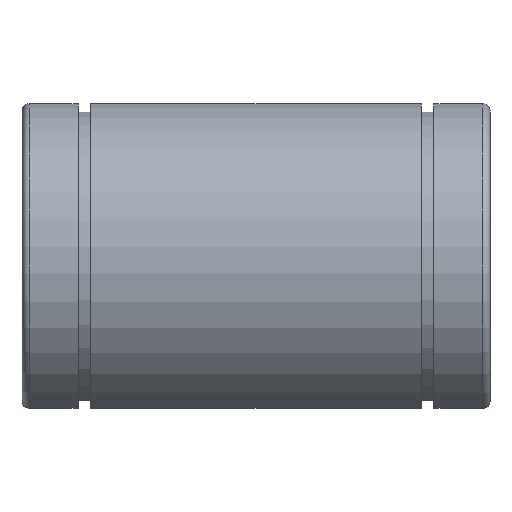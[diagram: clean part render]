
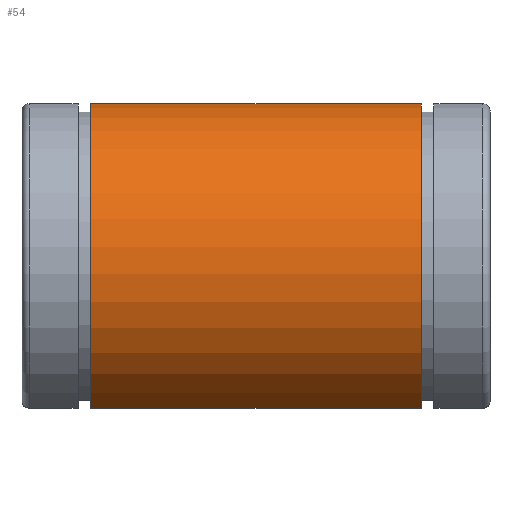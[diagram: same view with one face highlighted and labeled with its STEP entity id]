
A CAD part, top view. The second image highlights one B-rep face of the part: STEP entity #54.
In plain terms, the highlighted cylindrical face has radius 23.5 mm (diameter 47 mm), a partial arc.
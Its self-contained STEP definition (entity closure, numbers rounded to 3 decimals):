
#54 = ADVANCED_FACE( '', ( #116, #117 ), #118, .T. );
#116 = FACE_OUTER_BOUND( '', #185, .T. );
#117 = FACE_BOUND( '', #186, .T. );
#118 = CYLINDRICAL_SURFACE( '', #187, 23.5 );
#185 = EDGE_LOOP( '', ( #285, #286, #287, #288 ) );
#186 = EDGE_LOOP( '', ( #289 ) );
#187 = AXIS2_PLACEMENT_3D( '', #290, #291, #292 );
#285 = ORIENTED_EDGE( '', *, *, #445, .T. );
#286 = ORIENTED_EDGE( '', *, *, #421, .T. );
#287 = ORIENTED_EDGE( '', *, *, #446, .F. );
#288 = ORIENTED_EDGE( '', *, *, #447, .T. );
#289 = ORIENTED_EDGE( '', *, *, #448, .T. );
#290 = CARTESIAN_POINT( '', ( 68., 0., 0. ) );
#291 = DIRECTION( '', ( -1., 0., 0. ) );
#292 = DIRECTION( '', ( 0., 0., -1. ) );
#421 = EDGE_CURVE( '', #500, #498, #501, .T. );
#445 = EDGE_CURVE( '', #538, #500, #539, .T. );
#446 = EDGE_CURVE( '', #540, #498, #541, .T. );
#447 = EDGE_CURVE( '', #540, #538, #542, .F. );
#448 = EDGE_CURVE( '', #543, #543, #544, .T. );
#498 = VERTEX_POINT( '', #625 );
#500 = VERTEX_POINT( '', #628 );
#501 = LINE( '', #629, #630 );
#538 = VERTEX_POINT( '', #702 );
#539 = CIRCLE( '', #703, 23.5 );
#540 = VERTEX_POINT( '', #704 );
#541 = CIRCLE( '', #705, 23.5 );
#542 = LINE( '', #706, #707 );
#543 = VERTEX_POINT( '', #708 );
#544 = B_SPLINE_CURVE_WITH_KNOTS( '', 3, ( #709, #710, #711, #712, #713, #714, #715, #716, #717, #718, #719, #720, #721, #722, #723, #724, #725, #726, #727, #728, #729, #730, #731, #732, #733, #734, #735, #736, #737, #738, #739, #740, #741, #742, #743, #744, #745, #746, #747, #748, #749, #750, #751, #752, #753, #754, #755, #756, #757, #758, #759, #760 ), .UNSPECIFIED., .T., .F., ( 2, 2, 2, 2, 2, 2, 2, 2, 2, 2, 2, 2, 2, 2, 2, 2, 2, 2, 2, 2, 2, 2, 2, 2, 2, 2, 2, 2 ), ( -0.001, 0., 0., 0.001, 0.001, 0.001, 0.002, 0.002, 0.003, 0.003, 0.003, 0.004, 0.004, 0.004, 0.004, 0.005, 0.005, 0.006, 0.006, 0.006, 0.007, 0.007, 0.008, 0.008, 0.008, 0.009, 0.009, 0.01 ), .UNSPECIFIED. );
#625 = CARTESIAN_POINT( '', ( 58., -20.832, 10.875 ) );
#628 = CARTESIAN_POINT( '', ( 10., -20.832, 10.875 ) );
#629 = CARTESIAN_POINT( '', ( 68., -20.832, 10.875 ) );
#630 = VECTOR( '', #843, 1000. );
#702 = CARTESIAN_POINT( '', ( 10., -20.832, -10.875 ) );
#703 = AXIS2_PLACEMENT_3D( '', #873, #874, #875 );
#704 = CARTESIAN_POINT( '', ( 58., -20.832, -10.875 ) );
#705 = AXIS2_PLACEMENT_3D( '', #876, #877, #878 );
#706 = CARTESIAN_POINT( '', ( 68., -20.832, -10.875 ) );
#707 = VECTOR( '', #879, 1000. );
#708 = CARTESIAN_POINT( '', ( 32.5, 2., -23.415 ) );
#709 = CARTESIAN_POINT( '', ( 32.5, 2.198, -23.398 ) );
#710 = CARTESIAN_POINT( '', ( 32.5, 1.901, -23.423 ) );
#711 = CARTESIAN_POINT( '', ( 32.51, 1.804, -23.431 ) );
#712 = CARTESIAN_POINT( '', ( 32.548, 1.612, -23.445 ) );
#713 = CARTESIAN_POINT( '', ( 32.577, 1.517, -23.451 ) );
#714 = CARTESIAN_POINT( '', ( 32.652, 1.335, -23.462 ) );
#715 = CARTESIAN_POINT( '', ( 32.698, 1.249, -23.467 ) );
#716 = CARTESIAN_POINT( '', ( 32.807, 1.086, -23.475 ) );
#717 = CARTESIAN_POINT( '', ( 32.87, 1.008, -23.478 ) );
#718 = CARTESIAN_POINT( '', ( 33.078, 0.8, -23.487 ) );
#719 = CARTESIAN_POINT( '', ( 33.246, 0.689, -23.49 ) );
#720 = CARTESIAN_POINT( '', ( 33.608, 0.539, -23.494 ) );
#721 = CARTESIAN_POINT( '', ( 33.806, 0.5, -23.495 ) );
#722 = CARTESIAN_POINT( '', ( 34.1, 0.5, -23.495 ) );
#723 = CARTESIAN_POINT( '', ( 34.2, 0.51, -23.494 ) );
#724 = CARTESIAN_POINT( '', ( 34.392, 0.549, -23.494 ) );
#725 = CARTESIAN_POINT( '', ( 34.486, 0.577, -23.493 ) );
#726 = CARTESIAN_POINT( '', ( 34.668, 0.653, -23.491 ) );
#727 = CARTESIAN_POINT( '', ( 34.756, 0.7, -23.49 ) );
#728 = CARTESIAN_POINT( '', ( 34.918, 0.81, -23.486 ) );
#729 = CARTESIAN_POINT( '', ( 34.994, 0.872, -23.484 ) );
#730 = CARTESIAN_POINT( '', ( 35.134, 1.013, -23.478 ) );
#731 = CARTESIAN_POINT( '', ( 35.196, 1.089, -23.475 ) );
#732 = CARTESIAN_POINT( '', ( 35.304, 1.252, -23.467 ) );
#733 = CARTESIAN_POINT( '', ( 35.351, 1.34, -23.462 ) );
#734 = CARTESIAN_POINT( '', ( 35.425, 1.522, -23.451 ) );
#735 = CARTESIAN_POINT( '', ( 35.453, 1.616, -23.445 ) );
#736 = CARTESIAN_POINT( '', ( 35.491, 1.808, -23.431 ) );
#737 = CARTESIAN_POINT( '', ( 35.5, 1.907, -23.423 ) );
#738 = CARTESIAN_POINT( '', ( 35.499, 2.2, -23.398 ) );
#739 = CARTESIAN_POINT( '', ( 35.46, 2.397, -23.378 ) );
#740 = CARTESIAN_POINT( '', ( 35.31, 2.757, -23.338 ) );
#741 = CARTESIAN_POINT( '', ( 35.198, 2.923, -23.318 ) );
#742 = CARTESIAN_POINT( '', ( 34.991, 3.13, -23.291 ) );
#743 = CARTESIAN_POINT( '', ( 34.914, 3.193, -23.282 ) );
#744 = CARTESIAN_POINT( '', ( 34.751, 3.302, -23.267 ) );
#745 = CARTESIAN_POINT( '', ( 34.665, 3.348, -23.26 ) );
#746 = CARTESIAN_POINT( '', ( 34.483, 3.423, -23.249 ) );
#747 = CARTESIAN_POINT( '', ( 34.388, 3.452, -23.245 ) );
#748 = CARTESIAN_POINT( '', ( 34.196, 3.49, -23.239 ) );
#749 = CARTESIAN_POINT( '', ( 34.098, 3.5, -23.238 ) );
#750 = CARTESIAN_POINT( '', ( 33.801, 3.5, -23.238 ) );
#751 = CARTESIAN_POINT( '', ( 33.605, 3.461, -23.244 ) );
#752 = CARTESIAN_POINT( '', ( 33.333, 3.347, -23.26 ) );
#753 = CARTESIAN_POINT( '', ( 33.247, 3.301, -23.267 ) );
#754 = CARTESIAN_POINT( '', ( 33.084, 3.192, -23.282 ) );
#755 = CARTESIAN_POINT( '', ( 33.007, 3.128, -23.291 ) );
#756 = CARTESIAN_POINT( '', ( 32.8, 2.921, -23.318 ) );
#757 = CARTESIAN_POINT( '', ( 32.689, 2.754, -23.339 ) );
#758 = CARTESIAN_POINT( '', ( 32.54, 2.394, -23.378 ) );
#759 = CARTESIAN_POINT( '', ( 32.5, 2.198, -23.398 ) );
#760 = CARTESIAN_POINT( '', ( 32.5, 1.901, -23.423 ) );
#843 = DIRECTION( '', ( 1., 0., 0. ) );
#873 = CARTESIAN_POINT( '', ( 10., 0., 0. ) );
#874 = DIRECTION( '', ( 1., 0., 0. ) );
#875 = DIRECTION( '', ( 0., 0., -1. ) );
#876 = CARTESIAN_POINT( '', ( 58., 0., 0. ) );
#877 = DIRECTION( '', ( 1., 0., 0. ) );
#878 = DIRECTION( '', ( 0., 0., -1. ) );
#879 = DIRECTION( '', ( 1., 0., 0. ) );
